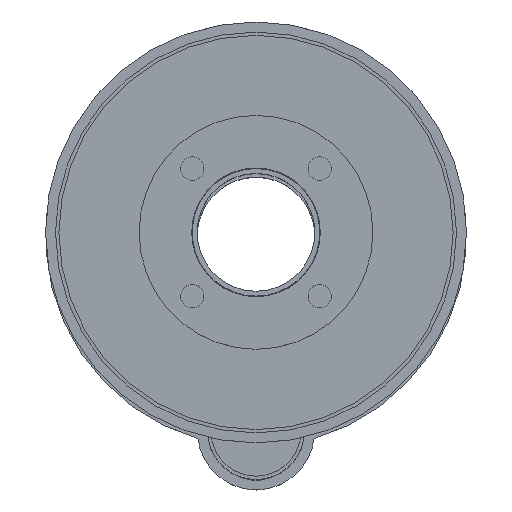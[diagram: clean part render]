
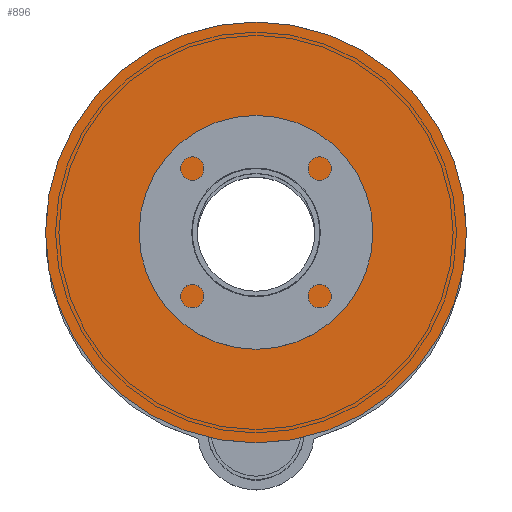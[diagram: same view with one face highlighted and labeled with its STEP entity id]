
A CAD part, top view. The second image highlights one B-rep face of the part: STEP entity #896.
In plain terms, the highlighted planar face has unit normal (0, 0, 1).
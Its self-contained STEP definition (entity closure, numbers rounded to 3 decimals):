
#126=PLANE('',#1029);
#184=FACE_BOUND('',#365,.T.);
#248=FACE_OUTER_BOUND('',#364,.T.);
#364=EDGE_LOOP('',(#790));
#365=EDGE_LOOP('',(#791));
#436=CIRCLE('',#1024,39.15);
#438=CIRCLE('',#1027,126.);
#516=VERTEX_POINT('',#1539);
#518=VERTEX_POINT('',#1544);
#610=EDGE_CURVE('',#516,#516,#436,.T.);
#612=EDGE_CURVE('',#518,#518,#438,.T.);
#790=ORIENTED_EDGE('',*,*,#612,.F.);
#791=ORIENTED_EDGE('',*,*,#610,.T.);
#896=ADVANCED_FACE('',(#248,#184),#126,.F.);
#1024=AXIS2_PLACEMENT_3D('',#1540,#1289,#1290);
#1027=AXIS2_PLACEMENT_3D('',#1545,#1295,#1296);
#1029=AXIS2_PLACEMENT_3D('',#1548,#1299,#1300);
#1289=DIRECTION('center_axis',(0.,0.,-1.));
#1290=DIRECTION('ref_axis',(-1.,0.,0.));
#1295=DIRECTION('center_axis',(0.,0.,-1.));
#1296=DIRECTION('ref_axis',(-1.,0.,0.));
#1299=DIRECTION('center_axis',(0.,0.,-1.));
#1300=DIRECTION('ref_axis',(-1.,0.,0.));
#1539=CARTESIAN_POINT('',(39.15,0.,1253.));
#1540=CARTESIAN_POINT('Origin',(0.,0.,1253.));
#1544=CARTESIAN_POINT('',(126.,0.,1253.));
#1545=CARTESIAN_POINT('Origin',(0.,0.,1253.));
#1548=CARTESIAN_POINT('Origin',(0.,0.,1253.));
